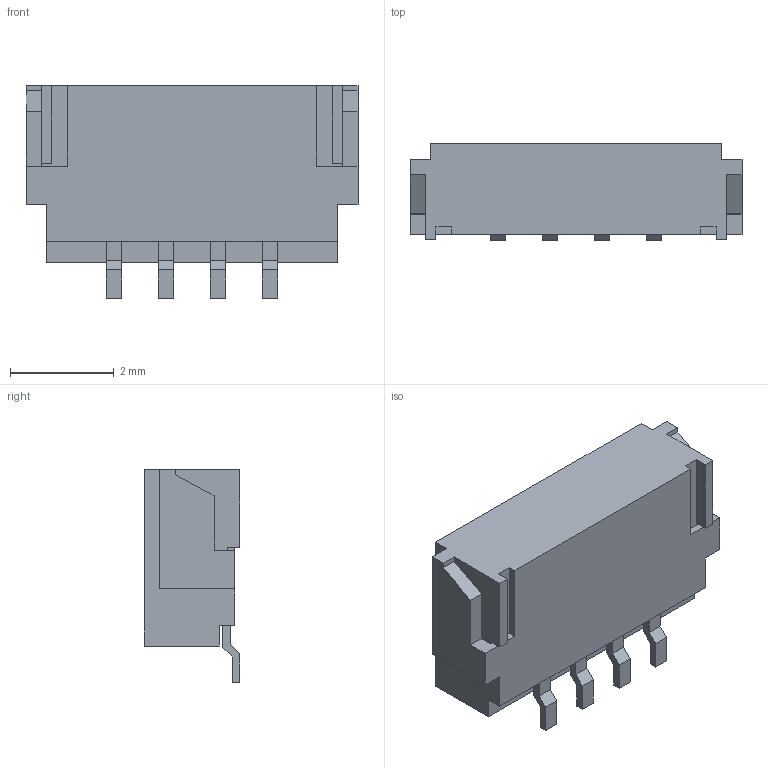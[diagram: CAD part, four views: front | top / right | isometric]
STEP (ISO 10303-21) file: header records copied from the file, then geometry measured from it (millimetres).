
FILE_DESCRIPTION (( 'STEP AP214' ), '1' );
FILE_NAME ('BM04B-ASRS.STEP', '2010-06-15T09:25:33', ( ' ' ), ( ' ' ), 'SwSTEP 2.0', 'SolidWorks 2005235', '' );
FILE_SCHEMA (( 'AUTOMOTIVE_DESIGN' ));
Length unit declared in the file: millimetre
Products named in the file (1): BM04B-ASRS
Bounding box: 6.4 x 1.85 x 4.1 mm (x, y, z)
Volume: 25.7 mm3; surface area: 114.4 mm2
Topology: 1 solids, 1 shells, 84 faces, 228 edges, 152 vertices
Faces by surface type: plane 84
Entity records: 3539 total; most frequent: CARTESIAN_POINT 465, ORIENTED_EDGE 456, DIRECTION 398, EDGE_CURVE 228, VECTOR 228, LINE 228, VERTEX_POINT 152, EDGE_LOOP 90
